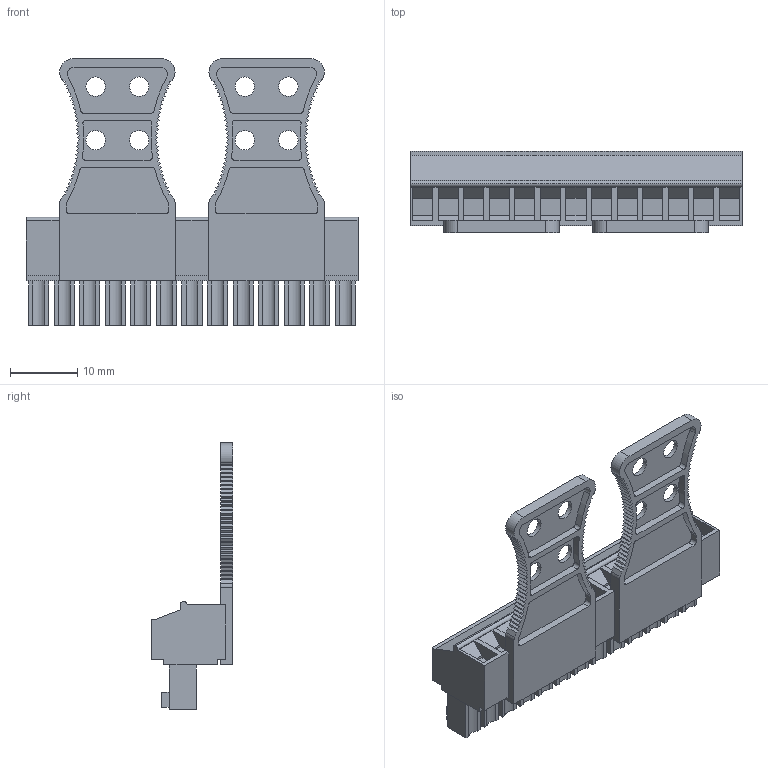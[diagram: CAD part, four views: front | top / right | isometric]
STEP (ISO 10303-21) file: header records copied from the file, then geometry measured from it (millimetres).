
FILE_DESCRIPTION(('CATIA V5 STEP Exchange','CAx-IF Rec.Pracs.--- Model Styling and Organization---1.2---2011-12-15'),'2;1');
FILE_NAME ('D1450058_0_1236380000_1236380000.stp','2018-09-19T12:04:30+00:00',('none'),('Weidmueller'),'CATIA Version 5-6 Release 2014','CATIA V5 STEP AP214','none');
FILE_SCHEMA(('AUTOMOTIVE_DESIGN { 1 0 10303 214 1 1 1 1 }'));
Length unit declared in the file: millimetre
Products named in the file (1): 1236380000
Bounding box: 49.53 x 12.2 x 39.75 mm (x, y, z)
Volume: 5814.7 mm3; surface area: 6845.7 mm2
Topology: 3 solids, 3 shells, 732 faces, 2000 edges, 1332 vertices
Faces by surface type: plane 580, cylinder 126, cone 26
Entity records: 21381 total; most frequent: ORIENTED_EDGE 4000, CARTESIAN_POINT 3799, DIRECTION 2932, EDGE_CURVE 2000, VECTOR 1696, LINE 1696, VERTEX_POINT 1332, EDGE_LOOP 806
